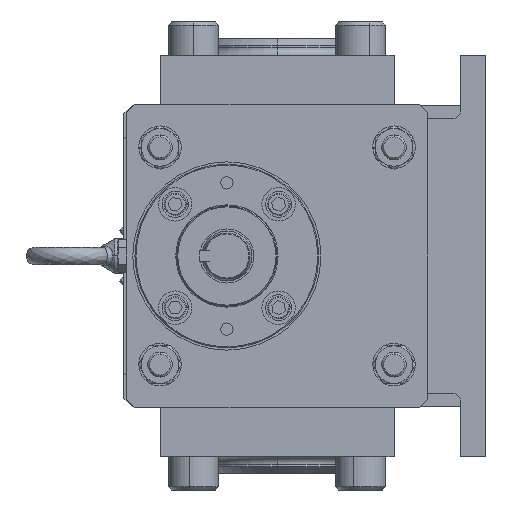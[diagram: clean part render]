
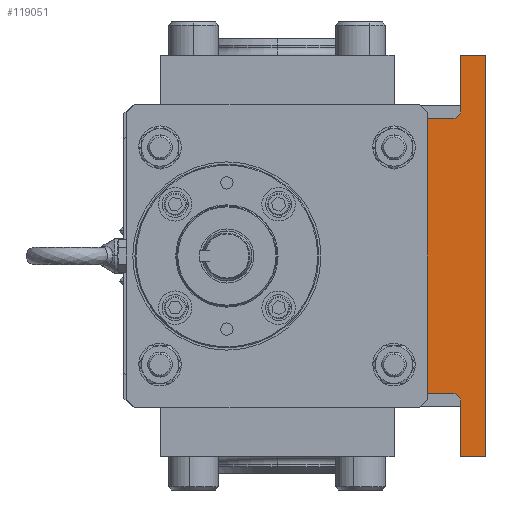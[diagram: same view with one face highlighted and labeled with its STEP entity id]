
A CAD part, left-side view. The second image highlights one B-rep face of the part: STEP entity #119051.
In plain terms, the highlighted planar face has unit normal (-1, 0, 0).
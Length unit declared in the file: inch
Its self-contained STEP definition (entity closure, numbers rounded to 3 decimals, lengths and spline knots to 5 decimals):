
#821 = LINE ( 'NONE', #146643, #118098 ) ;
#4550 = ORIENTED_EDGE ( 'NONE', *, *, #89894, .F. ) ;
#6221 = VECTOR ( 'NONE', #124196, 39.37008 ) ;
#6314 = EDGE_CURVE ( 'NONE', #20124, #49471, #96629, .T. ) ;
#8341 = LINE ( 'NONE', #24873, #136243 ) ;
#8577 = AXIS2_PLACEMENT_3D ( 'NONE', #97957, #29393, #86559 ) ;
#8889 = CARTESIAN_POINT ( 'NONE',  ( -2.016, -5.46, 6. ) ) ;
#9965 = EDGE_CURVE ( 'NONE', #20124, #146816, #821, .T. ) ;
#10338 = VERTEX_POINT ( 'NONE', #39332 ) ;
#10847 = ORIENTED_EDGE ( 'NONE', *, *, #35102, .F. ) ;
#13076 = ORIENTED_EDGE ( 'NONE', *, *, #69890, .F. ) ;
#13940 = CARTESIAN_POINT ( 'NONE',  ( -2.016, -6.21, -6. ) ) ;
#14951 = VECTOR ( 'NONE', #127750, 39.37008 ) ;
#15498 = VECTOR ( 'NONE', #65400, 39.37008 ) ;
#18157 = CARTESIAN_POINT ( 'NONE',  ( -2.016, -5.21, -4.11 ) ) ;
#19763 = CARTESIAN_POINT ( 'NONE',  ( -2.016, -5.46, 4.36 ) ) ;
#20124 = VERTEX_POINT ( 'NONE', #19763 ) ;
#20338 = EDGE_CURVE ( 'NONE', #104589, #48745, #88285, .T. ) ;
#24873 = CARTESIAN_POINT ( 'NONE',  ( -2.016, -4.46, 4.11 ) ) ;
#29393 = DIRECTION ( 'NONE',  ( 1., 0., 0. ) ) ;
#30664 = EDGE_CURVE ( 'NONE', #127178, #49471, #8341, .T. ) ;
#30999 = LINE ( 'NONE', #13940, #38090 ) ;
#32393 = CARTESIAN_POINT ( 'NONE',  ( -2.016, -6.21, 6. ) ) ;
#35102 = EDGE_CURVE ( 'NONE', #146816, #117179, #144028, .T. ) ;
#35583 = CARTESIAN_POINT ( 'NONE',  ( -2.016, -5.46, 6. ) ) ;
#38090 = VECTOR ( 'NONE', #127105, 39.37008 ) ;
#39332 = CARTESIAN_POINT ( 'NONE',  ( -2.016, -4.46, -4.11 ) ) ;
#40247 = CARTESIAN_POINT ( 'NONE',  ( -2.016, -6.21, -6. ) ) ;
#42108 = ORIENTED_EDGE ( 'NONE', *, *, #6314, .T. ) ;
#43298 = CARTESIAN_POINT ( 'NONE',  ( -2.016, -4.46, -4.11 ) ) ;
#48639 = EDGE_CURVE ( 'NONE', #10338, #127178, #85330, .T. ) ;
#48745 = VERTEX_POINT ( 'NONE', #113775 ) ;
#49471 = VERTEX_POINT ( 'NONE', #59463 ) ;
#53468 = VERTEX_POINT ( 'NONE', #40247 ) ;
#59463 = CARTESIAN_POINT ( 'NONE',  ( -2.016, -5.21, 4.11 ) ) ;
#60862 = DIRECTION ( 'NONE',  ( 0., 0., -1. ) ) ;
#61283 = CARTESIAN_POINT ( 'NONE',  ( -2.016, -4.46, -4.11 ) ) ;
#61469 = FACE_OUTER_BOUND ( 'NONE', #134091, .T. ) ;
#65400 = DIRECTION ( 'NONE',  ( 0., 0., 1. ) ) ;
#69890 = EDGE_CURVE ( 'NONE', #117179, #53468, #126975, .T. ) ;
#72443 = AXIS2_PLACEMENT_3D ( 'NONE', #85172, #83221, #60862 ) ;
#73873 = EDGE_CURVE ( 'NONE', #136944, #48745, #97270, .T. ) ;
#78028 = DIRECTION ( 'NONE',  ( 0., 0., 1. ) ) ;
#83221 = DIRECTION ( 'NONE',  ( 1., 0., 0. ) ) ;
#85172 = CARTESIAN_POINT ( 'NONE',  ( -2.016, -5.21, -4.36 ) ) ;
#85330 = LINE ( 'NONE', #43298, #138515 ) ;
#85365 = DIRECTION ( 'NONE',  ( 1., 0., 0. ) ) ;
#86559 = DIRECTION ( 'NONE',  ( 0., 1., 0. ) ) ;
#88285 = CIRCLE ( 'NONE', #72443, 0.25 ) ;
#89894 = EDGE_CURVE ( 'NONE', #104589, #10338, #103885, .T. ) ;
#92132 = DIRECTION ( 'NONE',  ( 0., 0., 1. ) ) ;
#96629 = CIRCLE ( 'NONE', #145607, 0.25 ) ;
#97270 = LINE ( 'NONE', #133279, #15498 ) ;
#97957 = CARTESIAN_POINT ( 'NONE',  ( -2.016, -4.46, 0. ) ) ;
#97986 = VECTOR ( 'NONE', #127851, 39.37008 ) ;
#103885 = LINE ( 'NONE', #61283, #14951 ) ;
#104589 = VERTEX_POINT ( 'NONE', #18157 ) ;
#106729 = DIRECTION ( 'NONE',  ( 0., 0., -1. ) ) ;
#109542 = ORIENTED_EDGE ( 'NONE', *, *, #48639, .F. ) ;
#111171 = ORIENTED_EDGE ( 'NONE', *, *, #73873, .F. ) ;
#111514 = CARTESIAN_POINT ( 'NONE',  ( -2.016, -6.21, 6. ) ) ;
#113775 = CARTESIAN_POINT ( 'NONE',  ( -2.016, -5.46, -4.36 ) ) ;
#114249 = ORIENTED_EDGE ( 'NONE', *, *, #145061, .F. ) ;
#117179 = VERTEX_POINT ( 'NONE', #111514 ) ;
#118098 = VECTOR ( 'NONE', #92132, 39.37008 ) ;
#119051 = ADVANCED_FACE ( 'NONE', ( #61469 ), #132573, .F. ) ;
#123949 = ORIENTED_EDGE ( 'NONE', *, *, #9965, .F. ) ;
#124196 = DIRECTION ( 'NONE',  ( 0., 0., -1. ) ) ;
#126975 = LINE ( 'NONE', #32393, #6221 ) ;
#127105 = DIRECTION ( 'NONE',  ( 0., 1., 0. ) ) ;
#127178 = VERTEX_POINT ( 'NONE', #142340 ) ;
#127750 = DIRECTION ( 'NONE',  ( 0., 1., 0. ) ) ;
#127851 = DIRECTION ( 'NONE',  ( 0., -1., 0. ) ) ;
#129188 = CARTESIAN_POINT ( 'NONE',  ( -2.016, -5.46, -6. ) ) ;
#132573 = PLANE ( 'NONE',  #8577 ) ;
#133279 = CARTESIAN_POINT ( 'NONE',  ( -2.016, -5.46, -4.11 ) ) ;
#134091 = EDGE_LOOP ( 'NONE', ( #10847, #123949, #42108, #140138, #109542, #4550, #134669, #111171, #114249, #13076 ) ) ;
#134669 = ORIENTED_EDGE ( 'NONE', *, *, #20338, .T. ) ;
#136243 = VECTOR ( 'NONE', #137480, 39.37008 ) ;
#136944 = VERTEX_POINT ( 'NONE', #129188 ) ;
#137480 = DIRECTION ( 'NONE',  ( 0., -1., 0. ) ) ;
#138515 = VECTOR ( 'NONE', #78028, 39.37008 ) ;
#140138 = ORIENTED_EDGE ( 'NONE', *, *, #30664, .F. ) ;
#140384 = CARTESIAN_POINT ( 'NONE',  ( -2.016, -5.21, 4.36 ) ) ;
#142340 = CARTESIAN_POINT ( 'NONE',  ( -2.016, -4.46, 4.11 ) ) ;
#144028 = LINE ( 'NONE', #35583, #97986 ) ;
#145061 = EDGE_CURVE ( 'NONE', #53468, #136944, #30999, .T. ) ;
#145607 = AXIS2_PLACEMENT_3D ( 'NONE', #140384, #85365, #106729 ) ;
#146643 = CARTESIAN_POINT ( 'NONE',  ( -2.016, -5.46, 4.11 ) ) ;
#146816 = VERTEX_POINT ( 'NONE', #8889 ) ;
